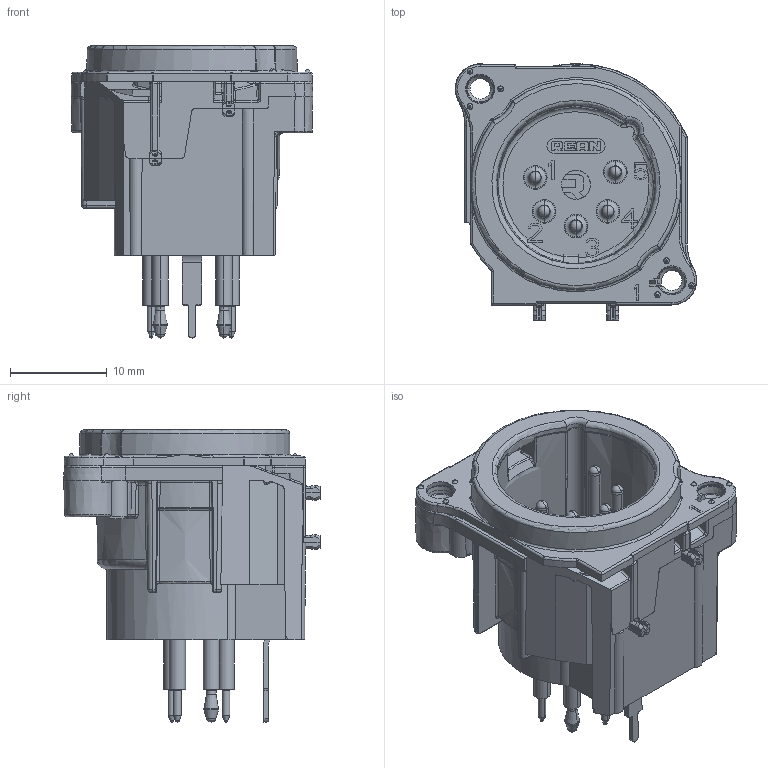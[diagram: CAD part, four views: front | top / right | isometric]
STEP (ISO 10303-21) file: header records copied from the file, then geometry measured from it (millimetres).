
FILE_DESCRIPTION((''),'2;1');
FILE_NAME('RRX5M-B-023','2024-06-27T13:45:02',('summer.xia'),(''),'CREO PARAMETRIC BY PTC INC, 2023424','CREO PARAMETRIC BY PTC INC, 2023424','');
FILE_SCHEMA(('CONFIG_CONTROL_DESIGN'));
Length unit declared in the file: millimetre
Products named in the file (1): RRX5M-B-023
Bounding box: 25 x 26.5 x 30.2 mm (x, y, z)
Volume: 4958.7 mm3; surface area: 4651.2 mm2
Topology: 1 solids, 7 shells, 1210 faces, 3228 edges, 2031 vertices
Faces by surface type: plane 472, cylinder 286, bspline 130, torus 124, cone 97, sphere 77, extrusion 24
Entity records: 42810 total; most frequent: CARTESIAN_POINT 14254, ORIENTED_EDGE 6218, DIRECTION 5592, EDGE_CURVE 3109, AXIS2_PLACEMENT_3D 2016, VERTEX_POINT 1945, VECTOR 1560, LINE 1536
